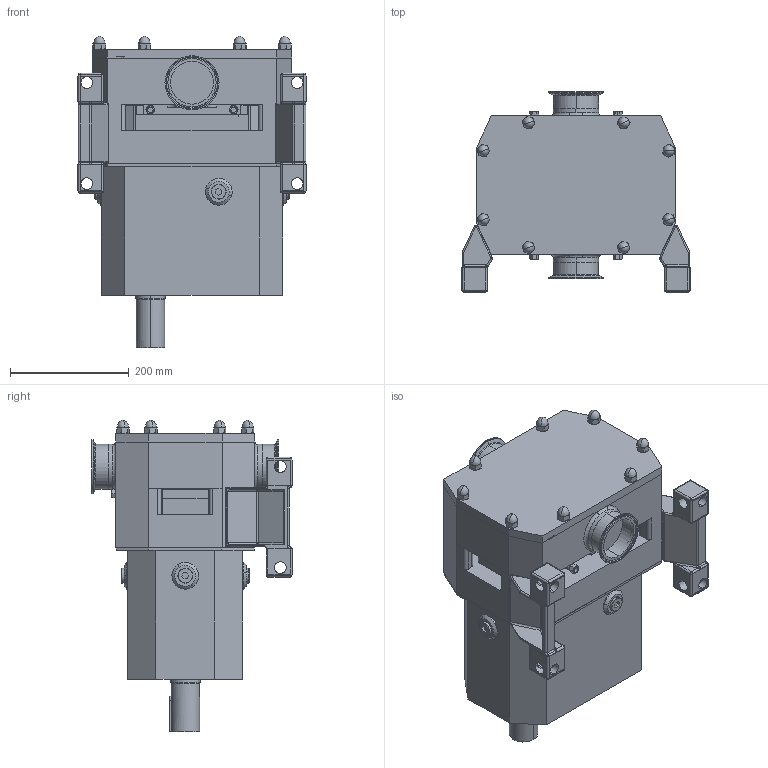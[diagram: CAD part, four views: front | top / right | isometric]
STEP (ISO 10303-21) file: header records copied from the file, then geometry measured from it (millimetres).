
FILE_DESCRIPTION (( 'STEP AP214' ), '1' );
FILE_NAME ('SLEL-TC-LEFT.STEP', '2022-05-13T13:44:43', ( '' ), ( '' ), 'SwSTEP 2.0', 'SolidWorks 2021', '' );
FILE_SCHEMA (( 'AUTOMOTIVE_DESIGN' ));
Length unit declared in the file: millimetre
Products named in the file (3): Copy of SLEL-1099 V LHD^GA3844; SLEL-TC-LEFT; Copy of Z94-5121-55 - 3 INCH^GA3844
Assembly tree (3 placements, depth 2):
  SLEL-TC-LEFT
    Copy of SLEL-1099 V LHD^GA3844
    Copy of Z94-5121-55 - 3 INCH^GA3844  x2
Bounding box: 383.94 x 337.5 x 524.7 mm (x, y, z)
Volume: 24840255.1 mm3; surface area: 1021341 mm2
Topology: 3 solids, 3 shells, 1084 faces, 2717 edges, 1625 vertices
Faces by surface type: plane 412, cylinder 316, cone 210, torus 92, sphere 34, bspline 20
Entity records: 39654 total; most frequent: CARTESIAN_POINT 9203, ORIENTED_EDGE 5250, DIRECTION 5234, EDGE_CURVE 2625, AXIS2_PLACEMENT_3D 1984, VERTEX_POINT 1597, VECTOR 1266, LINE 1266
